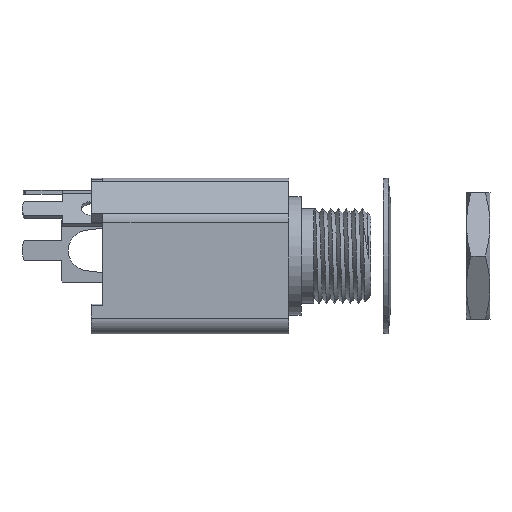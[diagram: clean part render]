
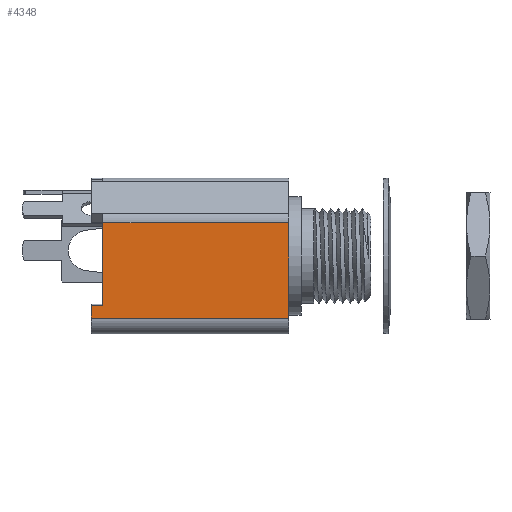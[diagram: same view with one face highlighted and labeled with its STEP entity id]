
A CAD part, front view. The second image highlights one B-rep face of the part: STEP entity #4348.
In plain terms, the highlighted planar face has unit normal (0, -1, 0).
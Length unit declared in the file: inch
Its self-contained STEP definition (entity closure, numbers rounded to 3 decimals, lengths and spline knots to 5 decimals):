
#47 = ORIENTED_EDGE ( 'NONE', *, *, #5710, .F. ) ;
#184 = LINE ( 'NONE', #3412, #204 ) ;
#204 = VECTOR ( 'NONE', #3405, 39.37008 ) ;
#316 = ORIENTED_EDGE ( 'NONE', *, *, #2990, .F. ) ;
#320 = CARTESIAN_POINT ( 'NONE',  ( 0., -0.3075, 0. ) ) ;
#343 = DIRECTION ( 'NONE',  ( 0., 0., 1. ) ) ;
#379 = LINE ( 'NONE', #4191, #3577 ) ;
#557 = DIRECTION ( 'NONE',  ( -1., 0., 0. ) ) ;
#702 = CARTESIAN_POINT ( 'NONE',  ( -0.3905, -0.3075, 0.13068 ) ) ;
#707 = VECTOR ( 'NONE', #2590, 39.37008 ) ;
#709 = ORIENTED_EDGE ( 'NONE', *, *, #1260, .T. ) ;
#793 = VERTEX_POINT ( 'NONE', #2540 ) ;
#835 = ORIENTED_EDGE ( 'NONE', *, *, #2124, .T. ) ;
#918 = LINE ( 'NONE', #2615, #707 ) ;
#1260 = EDGE_CURVE ( 'NONE', #1447, #4760, #2700, .T. ) ;
#1368 = DIRECTION ( 'NONE',  ( -1., 0., 0. ) ) ;
#1447 = VERTEX_POINT ( 'NONE', #3058 ) ;
#1636 = EDGE_LOOP ( 'NONE', ( #709, #835, #47, #3075, #6237, #316 ) ) ;
#1941 = VERTEX_POINT ( 'NONE', #5827 ) ;
#2124 = EDGE_CURVE ( 'NONE', #4760, #1941, #3703, .T. ) ;
#2436 = VERTEX_POINT ( 'NONE', #4644 ) ;
#2482 = AXIS2_PLACEMENT_3D ( 'NONE', #5564, #5553, #5546 ) ;
#2540 = CARTESIAN_POINT ( 'NONE',  ( -0.734, -0.3075, -0.196 ) ) ;
#2590 = DIRECTION ( 'NONE',  ( -1., 0., 0. ) ) ;
#2615 = CARTESIAN_POINT ( 'NONE',  ( -0.3905, -0.3075, -0.196 ) ) ;
#2700 = LINE ( 'NONE', #320, #2766 ) ;
#2766 = VECTOR ( 'NONE', #343, 39.37008 ) ;
#2859 = CARTESIAN_POINT ( 'NONE',  ( 0., -0.3075, 0.13068 ) ) ;
#2941 = CARTESIAN_POINT ( 'NONE',  ( -0.3905, -0.3075, -0.2455 ) ) ;
#2990 = EDGE_CURVE ( 'NONE', #1447, #2436, #4485, .T. ) ;
#3058 = CARTESIAN_POINT ( 'NONE',  ( 0., -0.3075, -0.2455 ) ) ;
#3075 = ORIENTED_EDGE ( 'NONE', *, *, #4779, .T. ) ;
#3405 = DIRECTION ( 'NONE',  ( 0., 0., -1. ) ) ;
#3412 = CARTESIAN_POINT ( 'NONE',  ( -0.781, -0.3075, -0.05741 ) ) ;
#3450 = FACE_OUTER_BOUND ( 'NONE', #1636, .T. ) ;
#3577 = VECTOR ( 'NONE', #4127, 39.37008 ) ;
#3610 = VECTOR ( 'NONE', #557, 39.37008 ) ;
#3703 = LINE ( 'NONE', #702, #3610 ) ;
#4127 = DIRECTION ( 'NONE',  ( 0., 0., 1. ) ) ;
#4191 = CARTESIAN_POINT ( 'NONE',  ( -0.734, -0.3075, 0. ) ) ;
#4233 = CARTESIAN_POINT ( 'NONE',  ( -0.781, -0.3075, -0.196 ) ) ;
#4348 = ADVANCED_FACE ( 'NONE', ( #3450 ), #5570, .T. ) ;
#4459 = VECTOR ( 'NONE', #1368, 39.37008 ) ;
#4485 = LINE ( 'NONE', #2941, #4459 ) ;
#4526 = VERTEX_POINT ( 'NONE', #4233 ) ;
#4644 = CARTESIAN_POINT ( 'NONE',  ( -0.781, -0.3075, -0.2455 ) ) ;
#4760 = VERTEX_POINT ( 'NONE', #2859 ) ;
#4779 = EDGE_CURVE ( 'NONE', #793, #4526, #918, .T. ) ;
#5546 = DIRECTION ( 'NONE',  ( 0., 0., 1. ) ) ;
#5553 = DIRECTION ( 'NONE',  ( 0., -1., 0. ) ) ;
#5564 = CARTESIAN_POINT ( 'NONE',  ( 0.01562, -0.3075, -0.25302 ) ) ;
#5570 = PLANE ( 'NONE',  #2482 ) ;
#5710 = EDGE_CURVE ( 'NONE', #793, #1941, #379, .T. ) ;
#5827 = CARTESIAN_POINT ( 'NONE',  ( -0.734, -0.3075, 0.13068 ) ) ;
#5885 = EDGE_CURVE ( 'NONE', #4526, #2436, #184, .T. ) ;
#6237 = ORIENTED_EDGE ( 'NONE', *, *, #5885, .T. ) ;
